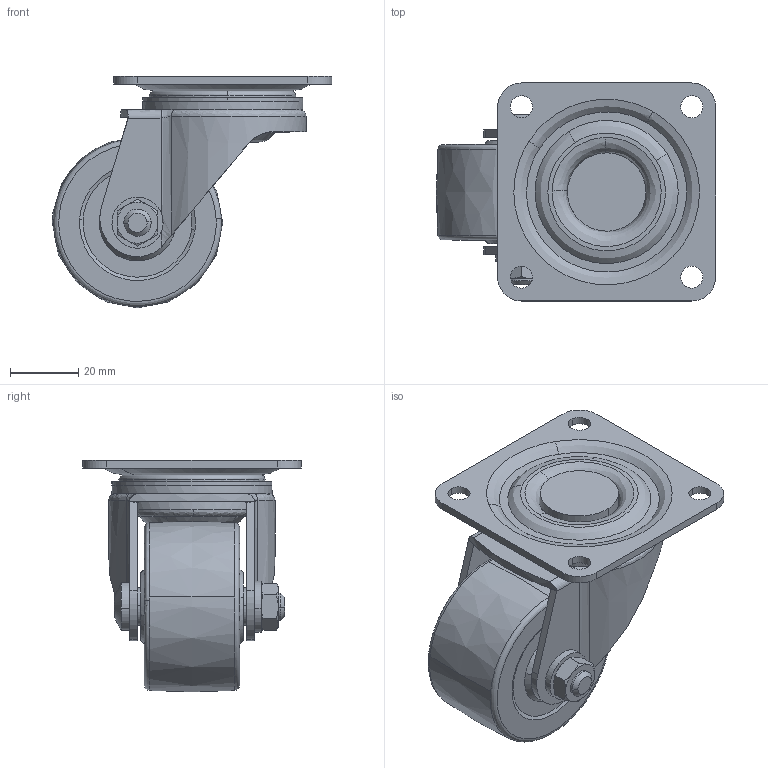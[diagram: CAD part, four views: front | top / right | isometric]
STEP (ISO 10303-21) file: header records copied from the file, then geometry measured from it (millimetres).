
FILE_DESCRIPTION((''),'2;1');
FILE_NAME('','2005-12-16T12:01:01',(''),(''),'','CADfix','');
FILE_SCHEMA(('AUTOMOTIVE_DESIGN'));
Length unit declared in the file: millimetre
Products named in the file (6): wheel; mounting plate; main shaft; body; axle; No_104ZH_P_21227_36
Assembly tree (5 placements, depth 2):
  No_104ZH_P_21227_36
    wheel
    mounting plate
    main shaft
    body
    axle
Bounding box: 82 x 64 x 68 mm (x, y, z)
Volume: 94698.3 mm3; surface area: 33584.4 mm2
Topology: 5 solids, 5 shells, 195 faces, 592 edges, 425 vertices
Faces by surface type: bspline 195
Entity records: 9040 total; most frequent: CARTESIAN_POINT 5766, ORIENTED_EDGE 1180, EDGE_CURVE 590, VERTEX_POINT 425, EDGE_LOOP 233, FACE_OUTER_BOUND 195, ADVANCED_FACE 195, QUASI_UNIFORM_CURVE 126
